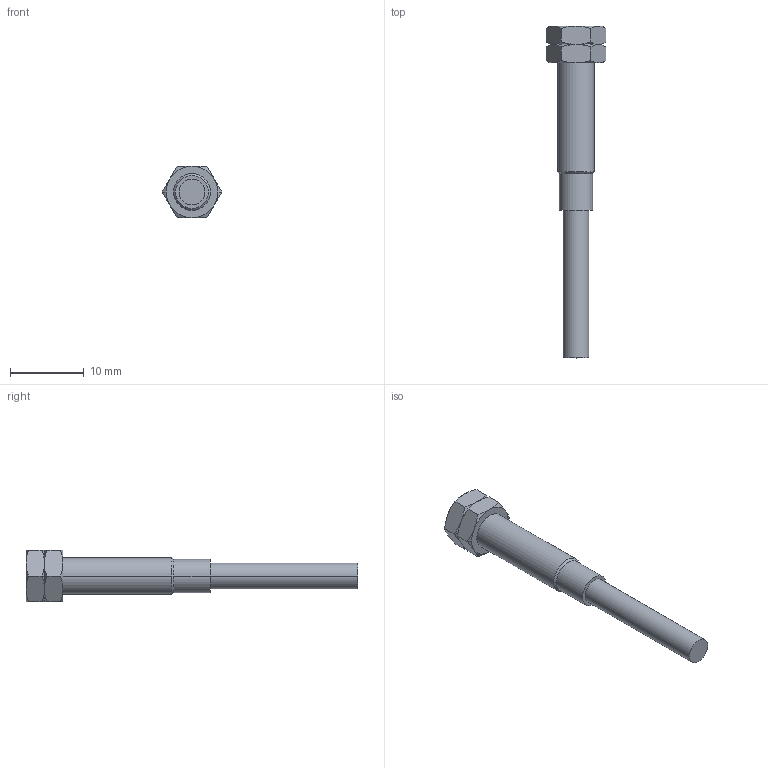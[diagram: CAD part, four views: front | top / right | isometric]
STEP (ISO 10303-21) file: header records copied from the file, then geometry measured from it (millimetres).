
FILE_DESCRIPTION(('STEP AP203'),'1');
FILE_NAME(' ',' ',('TraceParts'),('TraceParts S.A.'),'XStep 1.0',' ',' ');
FILE_SCHEMA(('CONFIG_CONTROL_DESIGN'));
Length unit declared in the file: millimetre
Products named in the file (3): 1; 2; 3
Bounding box: 8.08 x 45 x 7 mm (x, y, z)
Volume: 791.1 mm3; surface area: 921.5 mm2
Topology: 3 solids, 3 shells, 73 faces, 152 edges, 86 vertices
Faces by surface type: cone 44, plane 19, cylinder 10
Entity records: 2088 total; most frequent: CARTESIAN_POINT 506, DIRECTION 318, ORIENTED_EDGE 304, EDGE_CURVE 152, AXIS2_PLACEMENT_3D 138, VERTEX_POINT 86, EDGE_LOOP 78, ADVANCED_FACE 73
